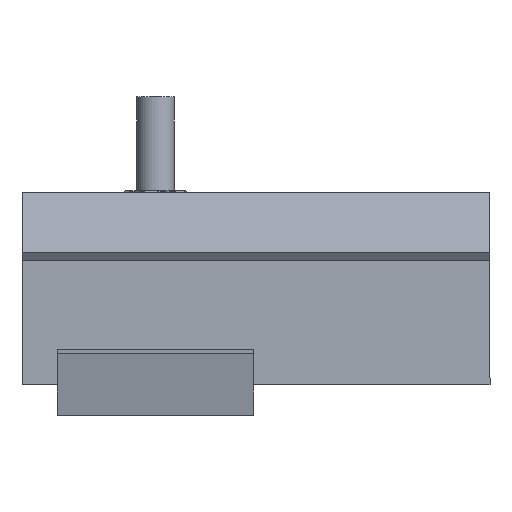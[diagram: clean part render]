
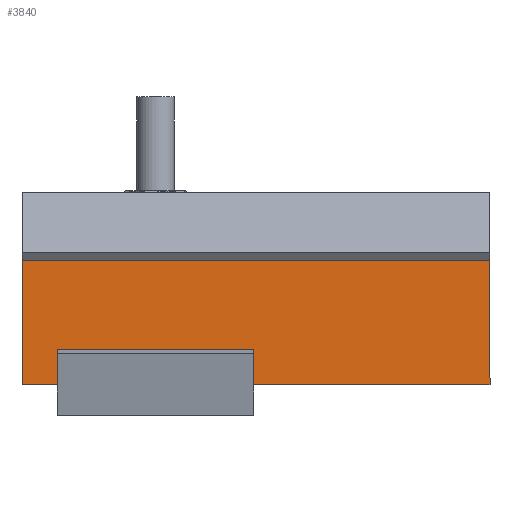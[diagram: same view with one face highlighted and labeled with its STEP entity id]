
A CAD part, left-side view. The second image highlights one B-rep face of the part: STEP entity #3840.
In plain terms, the highlighted face is planar.
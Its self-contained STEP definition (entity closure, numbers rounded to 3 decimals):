
#124 = VECTOR ( 'NONE', #2458, 1000. ) ;
#237 = AXIS2_PLACEMENT_3D ( 'NONE', #5001, #1327, #1854 ) ;
#384 = VECTOR ( 'NONE', #4701, 1000. ) ;
#400 = VERTEX_POINT ( 'NONE', #5266 ) ;
#441 = VERTEX_POINT ( 'NONE', #3671 ) ;
#462 = CARTESIAN_POINT ( 'NONE',  ( 0., 0., 0. ) ) ;
#493 = VECTOR ( 'NONE', #782, 1000. ) ;
#536 = EDGE_CURVE ( 'NONE', #4078, #3291, #5240, .T. ) ;
#646 = EDGE_CURVE ( 'NONE', #5082, #4078, #4128, .T. ) ;
#736 = CARTESIAN_POINT ( 'NONE',  ( 0., 0., 100. ) ) ;
#782 = DIRECTION ( 'NONE',  ( 0., 0., 1. ) ) ;
#851 = CARTESIAN_POINT ( 'NONE',  ( 0., -34.5, 0. ) ) ;
#996 = VECTOR ( 'NONE', #1931, 1000. ) ;
#1046 = VERTEX_POINT ( 'NONE', #2280 ) ;
#1108 = CARTESIAN_POINT ( 'NONE',  ( 0., -36., 100. ) ) ;
#1228 = EDGE_CURVE ( 'NONE', #1046, #441, #3654, .T. ) ;
#1244 = VECTOR ( 'NONE', #2079, 1000. ) ;
#1327 = DIRECTION ( 'NONE',  ( 1., 0., 0. ) ) ;
#1393 = ORIENTED_EDGE ( 'NONE', *, *, #536, .F. ) ;
#1534 = DIRECTION ( 'NONE',  ( 0., -1., 0. ) ) ;
#1567 = EDGE_CURVE ( 'NONE', #1046, #400, #5088, .T. ) ;
#1573 = CARTESIAN_POINT ( 'NONE',  ( 0., -36., 100. ) ) ;
#1587 = EDGE_CURVE ( 'NONE', #441, #3291, #2677, .T. ) ;
#1727 = PLANE ( 'NONE',  #237 ) ;
#1854 = DIRECTION ( 'NONE',  ( 0., 1., 0. ) ) ;
#1931 = DIRECTION ( 'NONE',  ( 0., -1., 0. ) ) ;
#2079 = DIRECTION ( 'NONE',  ( 0., -1., 0. ) ) ;
#2167 = ORIENTED_EDGE ( 'NONE', *, *, #1228, .T. ) ;
#2280 = CARTESIAN_POINT ( 'NONE',  ( 0., 0., 100. ) ) ;
#2458 = DIRECTION ( 'NONE',  ( 0., -1., 0. ) ) ;
#2474 = ORIENTED_EDGE ( 'NONE', *, *, #646, .F. ) ;
#2531 = FACE_OUTER_BOUND ( 'NONE', #5043, .T. ) ;
#2677 = LINE ( 'NONE', #4312, #124 ) ;
#2795 = VECTOR ( 'NONE', #1534, 1000. ) ;
#2918 = LINE ( 'NONE', #4963, #2795 ) ;
#2992 = ORIENTED_EDGE ( 'NONE', *, *, #3199, .F. ) ;
#3052 = CARTESIAN_POINT ( 'NONE',  ( 0., 0., 100. ) ) ;
#3064 = ORIENTED_EDGE ( 'NONE', *, *, #1567, .F. ) ;
#3199 = EDGE_CURVE ( 'NONE', #400, #5082, #2918, .T. ) ;
#3291 = VERTEX_POINT ( 'NONE', #1108 ) ;
#3654 = LINE ( 'NONE', #736, #996 ) ;
#3671 = CARTESIAN_POINT ( 'NONE',  ( 0., -34.5, 100. ) ) ;
#3840 = ADVANCED_FACE ( 'NONE', ( #2531 ), #1727, .T. ) ;
#4078 = VERTEX_POINT ( 'NONE', #4468 ) ;
#4128 = LINE ( 'NONE', #462, #1244 ) ;
#4280 = ORIENTED_EDGE ( 'NONE', *, *, #1587, .T. ) ;
#4312 = CARTESIAN_POINT ( 'NONE',  ( 0., -36., 100. ) ) ;
#4468 = CARTESIAN_POINT ( 'NONE',  ( 0., -36., 0. ) ) ;
#4701 = DIRECTION ( 'NONE',  ( 0., 0., -1. ) ) ;
#4963 = CARTESIAN_POINT ( 'NONE',  ( 0., 0., 0. ) ) ;
#5001 = CARTESIAN_POINT ( 'NONE',  ( 0., 0., 100. ) ) ;
#5043 = EDGE_LOOP ( 'NONE', ( #2992, #3064, #2167, #4280, #1393, #2474 ) ) ;
#5082 = VERTEX_POINT ( 'NONE', #851 ) ;
#5088 = LINE ( 'NONE', #3052, #384 ) ;
#5240 = LINE ( 'NONE', #1573, #493 ) ;
#5266 = CARTESIAN_POINT ( 'NONE',  ( 0., 0., 0. ) ) ;
